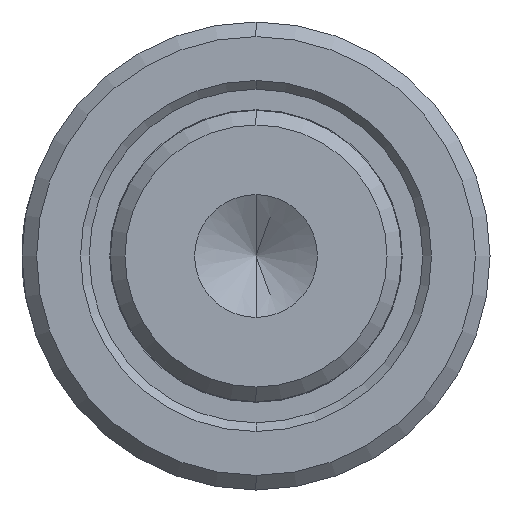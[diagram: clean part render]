
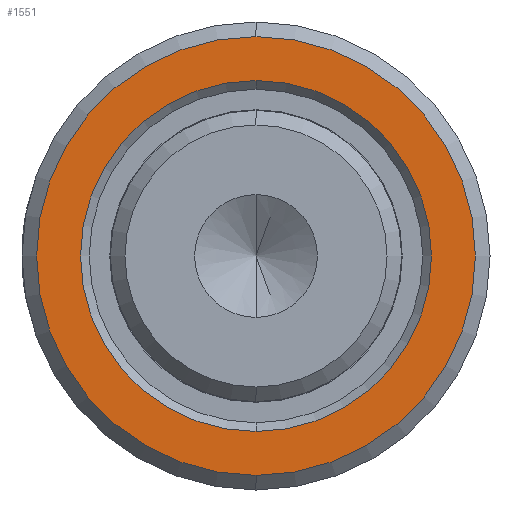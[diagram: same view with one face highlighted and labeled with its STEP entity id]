
A CAD part, left-side view. The second image highlights one B-rep face of the part: STEP entity #1551.
In plain terms, the highlighted planar face has unit normal (-1, 0, 0).
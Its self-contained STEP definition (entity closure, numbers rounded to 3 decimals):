
#54 = DIRECTION ( 'NONE',  ( -1., 0., 0. ) ) ;
#90 = CIRCLE ( 'NONE', #930, 6. ) ;
#151 = DIRECTION ( 'NONE',  ( -1., 0., 0. ) ) ;
#173 = AXIS2_PLACEMENT_3D ( 'NONE', #424, #1440, #570 ) ;
#184 = ORIENTED_EDGE ( 'NONE', *, *, #885, .F. ) ;
#191 = CARTESIAN_POINT ( 'NONE',  ( 8., 0., -6. ) ) ;
#211 = DIRECTION ( 'NONE',  ( -1., 0., 0. ) ) ;
#222 = CIRCLE ( 'NONE', #173, 7.5 ) ;
#349 = VERTEX_POINT ( 'NONE', #1453 ) ;
#355 = EDGE_LOOP ( 'NONE', ( #830, #1673 ) ) ;
#387 = AXIS2_PLACEMENT_3D ( 'NONE', #1005, #151, #1154 ) ;
#424 = CARTESIAN_POINT ( 'NONE',  ( 8., 0., 0. ) ) ;
#431 = AXIS2_PLACEMENT_3D ( 'NONE', #1499, #54, #1056 ) ;
#457 = CARTESIAN_POINT ( 'NONE',  ( 8., 0., 6. ) ) ;
#501 = CARTESIAN_POINT ( 'NONE',  ( 8., 0., 0. ) ) ;
#513 = EDGE_LOOP ( 'NONE', ( #782, #184 ) ) ;
#570 = DIRECTION ( 'NONE',  ( 0., 0., 1. ) ) ;
#576 = FACE_OUTER_BOUND ( 'NONE', #355, .T. ) ;
#644 = DIRECTION ( 'NONE',  ( 0., 0., 1. ) ) ;
#746 = EDGE_CURVE ( 'NONE', #349, #1490, #222, .T. ) ;
#782 = ORIENTED_EDGE ( 'NONE', *, *, #909, .F. ) ;
#830 = ORIENTED_EDGE ( 'NONE', *, *, #1862, .T. ) ;
#885 = EDGE_CURVE ( 'NONE', #1213, #1195, #90, .T. ) ;
#909 = EDGE_CURVE ( 'NONE', #1195, #1213, #1149, .T. ) ;
#912 = PLANE ( 'NONE',  #431 ) ;
#930 = AXIS2_PLACEMENT_3D ( 'NONE', #1073, #211, #1225 ) ;
#935 = CIRCLE ( 'NONE', #387, 7.5 ) ;
#1005 = CARTESIAN_POINT ( 'NONE',  ( 8., 0., 0. ) ) ;
#1008 = FACE_BOUND ( 'NONE', #513, .T. ) ;
#1056 = DIRECTION ( 'NONE',  ( 0., 0., 1. ) ) ;
#1073 = CARTESIAN_POINT ( 'NONE',  ( 8., 0., 0. ) ) ;
#1124 = AXIS2_PLACEMENT_3D ( 'NONE', #501, #1524, #644 ) ;
#1149 = CIRCLE ( 'NONE', #1124, 6. ) ;
#1154 = DIRECTION ( 'NONE',  ( 0., 0., 1. ) ) ;
#1192 = CARTESIAN_POINT ( 'NONE',  ( 8., 0., -7.5 ) ) ;
#1195 = VERTEX_POINT ( 'NONE', #457 ) ;
#1213 = VERTEX_POINT ( 'NONE', #191 ) ;
#1225 = DIRECTION ( 'NONE',  ( 0., 0., 1. ) ) ;
#1440 = DIRECTION ( 'NONE',  ( -1., 0., 0. ) ) ;
#1453 = CARTESIAN_POINT ( 'NONE',  ( 8., 0., 7.5 ) ) ;
#1490 = VERTEX_POINT ( 'NONE', #1192 ) ;
#1499 = CARTESIAN_POINT ( 'NONE',  ( 8., -5., 0. ) ) ;
#1524 = DIRECTION ( 'NONE',  ( -1., 0., 0. ) ) ;
#1551 = ADVANCED_FACE ( 'NONE', ( #576, #1008 ), #912, .T. ) ;
#1673 = ORIENTED_EDGE ( 'NONE', *, *, #746, .T. ) ;
#1862 = EDGE_CURVE ( 'NONE', #1490, #349, #935, .T. ) ;
